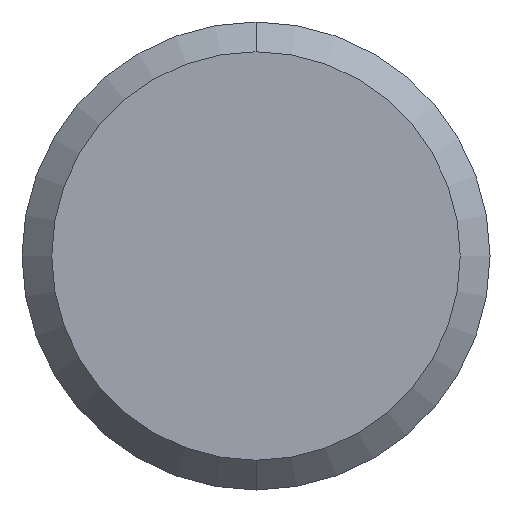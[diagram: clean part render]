
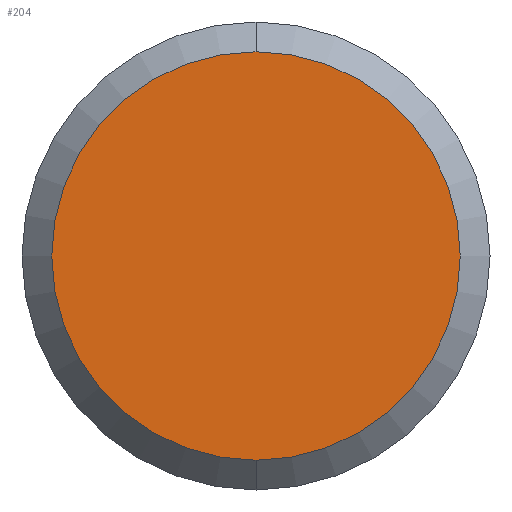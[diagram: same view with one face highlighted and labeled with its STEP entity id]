
A CAD part, front view. The second image highlights one B-rep face of the part: STEP entity #204.
In plain terms, the highlighted planar face has unit normal (0, -1, 0).
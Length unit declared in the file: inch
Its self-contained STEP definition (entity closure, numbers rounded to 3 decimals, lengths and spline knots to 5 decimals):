
#3 = CIRCLE ( 'NONE', #129, 0.13733 ) ;
#5 = DIRECTION ( 'NONE',  ( 0., 1., 0. ) ) ;
#6 = DIRECTION ( 'NONE',  ( 0., -1., 0. ) ) ;
#14 = FACE_OUTER_BOUND ( 'NONE', #184, .T. ) ;
#53 = DIRECTION ( 'NONE',  ( 0., 0., 1. ) ) ;
#81 = PLANE ( 'NONE',  #139 ) ;
#107 = DIRECTION ( 'NONE',  ( 0., -1., 0. ) ) ;
#112 = AXIS2_PLACEMENT_3D ( 'NONE', #278, #107, #53 ) ;
#114 = CARTESIAN_POINT ( 'NONE',  ( 0., 0., -0.13733 ) ) ;
#116 = CARTESIAN_POINT ( 'NONE',  ( 0., 0., 0. ) ) ;
#129 = AXIS2_PLACEMENT_3D ( 'NONE', #116, #6, #265 ) ;
#139 = AXIS2_PLACEMENT_3D ( 'NONE', #178, #5, #155 ) ;
#151 = ORIENTED_EDGE ( 'NONE', *, *, #262, .T. ) ;
#155 = DIRECTION ( 'NONE',  ( 0., 0., 1. ) ) ;
#161 = CIRCLE ( 'NONE', #112, 0.13733 ) ;
#178 = CARTESIAN_POINT ( 'NONE',  ( 0., 0., 0. ) ) ;
#181 = VERTEX_POINT ( 'NONE', #251 ) ;
#182 = ORIENTED_EDGE ( 'NONE', *, *, #252, .T. ) ;
#184 = EDGE_LOOP ( 'NONE', ( #151, #182 ) ) ;
#204 = ADVANCED_FACE ( 'NONE', ( #14 ), #81, .F. ) ;
#241 = VERTEX_POINT ( 'NONE', #114 ) ;
#251 = CARTESIAN_POINT ( 'NONE',  ( 0., 0., 0.13733 ) ) ;
#252 = EDGE_CURVE ( 'NONE', #241, #181, #3, .T. ) ;
#262 = EDGE_CURVE ( 'NONE', #181, #241, #161, .T. ) ;
#265 = DIRECTION ( 'NONE',  ( 0., 0., 1. ) ) ;
#278 = CARTESIAN_POINT ( 'NONE',  ( 0., 0., 0. ) ) ;
